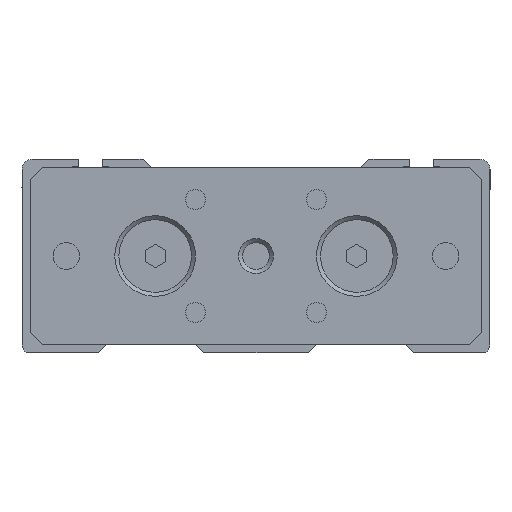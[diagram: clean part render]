
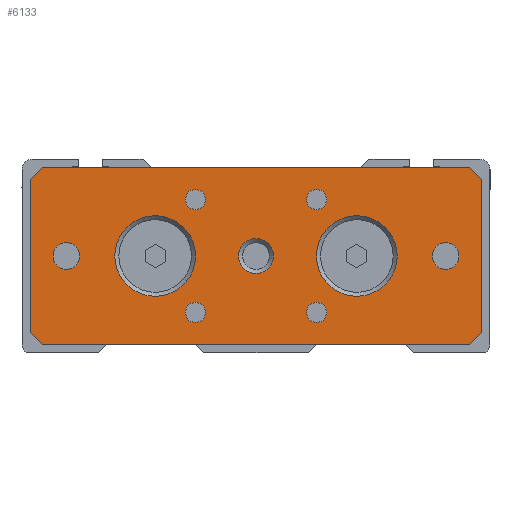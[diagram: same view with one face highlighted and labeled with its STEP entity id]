
A CAD part, left-side view. The second image highlights one B-rep face of the part: STEP entity #6133.
In plain terms, the highlighted planar face has unit normal (-1, 0, 0).
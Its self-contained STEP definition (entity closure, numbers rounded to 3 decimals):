
#5834=CARTESIAN_POINT('',(-8.,-12.5,5.));
#5835=VERTEX_POINT('Vertex259',#5834);
#5836=CARTESIAN_POINT('',(-8.,-12.5,-5.));
#5837=VERTEX_POINT('Vertex305',#5836);
#5838=CARTESIAN_POINT('',(-8.,-12.5,0.));
#5839=DIRECTION('',(1.,0.,0.));
#5840=DIRECTION('',(0.,0.,1.));
#5841=AXIS2_PLACEMENT_3D('',#5838,#5839,#5840);
#5842=CIRCLE('nurbsCrv1253',#5841,5.);
#5843=EDGE_CURVE('Edge454',#5835,#5837,#5842,.T.);
#5845=CARTESIAN_POINT('',(-8.,-12.5,0.));
#5846=DIRECTION('',(1.,0.,0.));
#5847=DIRECTION('',(0.,0.,-1.));
#5848=AXIS2_PLACEMENT_3D('',#5845,#5846,#5847);
#5849=CIRCLE('nurbsCrv1254',#5848,5.);
#5850=EDGE_CURVE('Edge455',#5837,#5835,#5849,.T.);
#5890=CARTESIAN_POINT('',(-8.,0.,2.15));
#5891=VERTEX_POINT('Vertex261',#5890);
#5892=CARTESIAN_POINT('',(-8.,0.,-2.15));
#5893=VERTEX_POINT('Vertex307',#5892);
#5894=CARTESIAN_POINT('',(-8.,0.,0.));
#5895=DIRECTION('',(1.,0.,0.));
#5896=DIRECTION('',(0.,0.,1.));
#5897=AXIS2_PLACEMENT_3D('',#5894,#5895,#5896);
#5898=CIRCLE('nurbsCrv1269',#5897,2.15);
#5899=EDGE_CURVE('Edge459',#5891,#5893,#5898,.T.);
#5901=CARTESIAN_POINT('',(-8.,0.,0.));
#5902=DIRECTION('',(1.,0.,0.));
#5903=DIRECTION('',(0.,0.,-1.));
#5904=AXIS2_PLACEMENT_3D('',#5901,#5902,#5903);
#5905=CIRCLE('nurbsCrv1270',#5904,2.15);
#5906=EDGE_CURVE('Edge460',#5893,#5891,#5905,.T.);
#5954=CARTESIAN_POINT('',(-8.,12.5,5.));
#5955=VERTEX_POINT('Vertex263',#5954);
#5956=CARTESIAN_POINT('',(-8.,12.5,-5.));
#5957=VERTEX_POINT('Vertex309',#5956);
#5958=CARTESIAN_POINT('',(-8.,12.5,0.));
#5959=DIRECTION('',(1.,0.,0.));
#5960=DIRECTION('',(0.,0.,1.));
#5961=AXIS2_PLACEMENT_3D('',#5958,#5959,#5960);
#5962=CIRCLE('nurbsCrv1291',#5961,5.);
#5963=EDGE_CURVE('Edge464',#5955,#5957,#5962,.T.);
#5965=CARTESIAN_POINT('',(-8.,12.5,0.));
#5966=DIRECTION('',(1.,0.,0.));
#5967=DIRECTION('',(0.,0.,-1.));
#5968=AXIS2_PLACEMENT_3D('',#5965,#5966,#5967);
#5969=CIRCLE('nurbsCrv1292',#5968,5.);
#5970=EDGE_CURVE('Edge465',#5957,#5955,#5969,.T.);
#5984=CARTESIAN_POINT('',(-8.,-26.5,-11.));
#5985=VERTEX_POINT('Vertex265',#5984);
#5986=CARTESIAN_POINT('',(-8.,-28.,-9.5));
#5987=VERTEX_POINT('Vertex264',#5986);
#5988=CARTESIAN_POINT('',(-8.,-27.25,-10.25));
#5989=DIRECTION('',(0.,-0.707,0.707));
#5990=VECTOR('',#5989,1.);
#5991=LINE('nurbsCrv368',#5988,#5990);
#5992=EDGE_CURVE('Edge368',#5985,#5987,#5991,.T.);
#5993=ORIENTED_EDGE('Edgeuse732',*,*,#5992,.T.);
#5994=CARTESIAN_POINT('',(-8.,-28.,9.5));
#5995=VERTEX_POINT('Vertex266',#5994);
#5996=CARTESIAN_POINT('',(-8.,-28.,0.));
#5997=DIRECTION('',(0.,0.,1.));
#5998=VECTOR('',#5997,1.);
#5999=LINE('nurbsCrv369',#5996,#5998);
#6000=EDGE_CURVE('Edge369',#5987,#5995,#5999,.T.);
#6001=ORIENTED_EDGE('Edgeuse733',*,*,#6000,.T.);
#6002=CARTESIAN_POINT('',(-8.,-26.5,11.));
#6003=VERTEX_POINT('Vertex267',#6002);
#6004=CARTESIAN_POINT('',(-8.,-27.25,10.25));
#6005=DIRECTION('',(0.,0.707,0.707));
#6006=VECTOR('',#6005,1.);
#6007=LINE('nurbsCrv370',#6004,#6006);
#6008=EDGE_CURVE('Edge370',#5995,#6003,#6007,.T.);
#6009=ORIENTED_EDGE('Edgeuse734',*,*,#6008,.T.);
#6010=CARTESIAN_POINT('',(-8.,26.5,11.));
#6011=VERTEX_POINT('Vertex268',#6010);
#6012=CARTESIAN_POINT('',(-8.,0.,11.));
#6013=DIRECTION('',(0.,1.,0.));
#6014=VECTOR('',#6013,1.);
#6015=LINE('nurbsCrv371',#6012,#6014);
#6016=EDGE_CURVE('Edge371',#6003,#6011,#6015,.T.);
#6017=ORIENTED_EDGE('Edgeuse735',*,*,#6016,.T.);
#6018=CARTESIAN_POINT('',(-8.,28.,9.5));
#6019=VERTEX_POINT('Vertex269',#6018);
#6020=CARTESIAN_POINT('',(-8.,27.25,10.25));
#6021=DIRECTION('',(0.,0.707,-0.707));
#6022=VECTOR('',#6021,1.);
#6023=LINE('nurbsCrv372',#6020,#6022);
#6024=EDGE_CURVE('Edge372',#6011,#6019,#6023,.T.);
#6025=ORIENTED_EDGE('Edgeuse736',*,*,#6024,.T.);
#6026=CARTESIAN_POINT('',(-8.,28.,-9.5));
#6027=VERTEX_POINT('Vertex270',#6026);
#6028=CARTESIAN_POINT('',(-8.,28.,0.));
#6029=DIRECTION('',(0.,0.,-1.));
#6030=VECTOR('',#6029,1.);
#6031=LINE('nurbsCrv373',#6028,#6030);
#6032=EDGE_CURVE('Edge373',#6019,#6027,#6031,.T.);
#6033=ORIENTED_EDGE('Edgeuse737',*,*,#6032,.T.);
#6034=CARTESIAN_POINT('',(-8.,26.5,-11.));
#6035=VERTEX_POINT('Vertex271',#6034);
#6036=CARTESIAN_POINT('',(-8.,27.25,-10.25));
#6037=DIRECTION('',(0.,-0.707,-0.707));
#6038=VECTOR('',#6037,1.);
#6039=LINE('nurbsCrv374',#6036,#6038);
#6040=EDGE_CURVE('Edge374',#6027,#6035,#6039,.T.);
#6041=ORIENTED_EDGE('Edgeuse738',*,*,#6040,.T.);
#6042=CARTESIAN_POINT('',(-8.,0.,-11.));
#6043=DIRECTION('',(0.,-1.,0.));
#6044=VECTOR('',#6043,1.);
#6045=LINE('nurbsCrv375',#6042,#6044);
#6046=EDGE_CURVE('Edge375',#6035,#5985,#6045,.T.);
#6047=ORIENTED_EDGE('Edgeuse739',*,*,#6046,.T.);
#6048=EDGE_LOOP('',(#5993,#6001,#6009,#6017,#6025,#6033,#6041,#6047));
#6049=FACE_OUTER_BOUND('',#6048,.T.);
#6050=CARTESIAN_POINT('',(-8.,7.5,8.25));
#6051=VERTEX_POINT('Vertex272',#6050);
#6052=CARTESIAN_POINT('',(-8.,7.5,7.));
#6053=DIRECTION('',(-1.,0.,0.));
#6054=DIRECTION('',(0.,0.,1.));
#6055=AXIS2_PLACEMENT_3D('',#6052,#6053,#6054);
#6056=CIRCLE('nurbsCrv376',#6055,1.25);
#6057=EDGE_CURVE('Edge376',#6051,#6051,#6056,.T.);
#6058=ORIENTED_EDGE('Edgeuse740',*,*,#6057,.F.);
#6059=EDGE_LOOP('',(#6058));
#6060=FACE_BOUND('',#6059,.T.);
#6061=CARTESIAN_POINT('',(-8.,23.5,1.65));
#6062=VERTEX_POINT('Vertex273',#6061);
#6063=CARTESIAN_POINT('',(-8.,23.5,0.));
#6064=DIRECTION('',(-1.,0.,0.));
#6065=DIRECTION('',(0.,0.,1.));
#6066=AXIS2_PLACEMENT_3D('',#6063,#6064,#6065);
#6067=CIRCLE('nurbsCrv377',#6066,1.65);
#6068=EDGE_CURVE('Edge377',#6062,#6062,#6067,.T.);
#6069=ORIENTED_EDGE('Edgeuse741',*,*,#6068,.F.);
#6070=EDGE_LOOP('',(#6069));
#6071=FACE_BOUND('',#6070,.T.);
#6072=CARTESIAN_POINT('',(-8.,7.5,-5.75));
#6073=VERTEX_POINT('Vertex274',#6072);
#6074=CARTESIAN_POINT('',(-8.,7.5,-7.));
#6075=DIRECTION('',(-1.,0.,0.));
#6076=DIRECTION('',(0.,0.,1.));
#6077=AXIS2_PLACEMENT_3D('',#6074,#6075,#6076);
#6078=CIRCLE('nurbsCrv378',#6077,1.25);
#6079=EDGE_CURVE('Edge378',#6073,#6073,#6078,.T.);
#6080=ORIENTED_EDGE('Edgeuse742',*,*,#6079,.F.);
#6081=EDGE_LOOP('',(#6080));
#6082=FACE_BOUND('',#6081,.T.);
#6083=CARTESIAN_POINT('',(-8.,-7.5,-5.75));
#6084=VERTEX_POINT('Vertex275',#6083);
#6085=CARTESIAN_POINT('',(-8.,-7.5,-7.));
#6086=DIRECTION('',(-1.,0.,0.));
#6087=DIRECTION('',(0.,0.,1.));
#6088=AXIS2_PLACEMENT_3D('',#6085,#6086,#6087);
#6089=CIRCLE('nurbsCrv379',#6088,1.25);
#6090=EDGE_CURVE('Edge379',#6084,#6084,#6089,.T.);
#6091=ORIENTED_EDGE('Edgeuse743',*,*,#6090,.F.);
#6092=EDGE_LOOP('',(#6091));
#6093=FACE_BOUND('',#6092,.T.);
#6094=CARTESIAN_POINT('',(-8.,-7.5,8.25));
#6095=VERTEX_POINT('Vertex276',#6094);
#6096=CARTESIAN_POINT('',(-8.,-7.5,7.));
#6097=DIRECTION('',(-1.,0.,0.));
#6098=DIRECTION('',(0.,0.,1.));
#6099=AXIS2_PLACEMENT_3D('',#6096,#6097,#6098);
#6100=CIRCLE('nurbsCrv380',#6099,1.25);
#6101=EDGE_CURVE('Edge380',#6095,#6095,#6100,.T.);
#6102=ORIENTED_EDGE('Edgeuse744',*,*,#6101,.F.);
#6103=EDGE_LOOP('',(#6102));
#6104=FACE_BOUND('',#6103,.T.);
#6105=CARTESIAN_POINT('',(-8.,-23.5,1.65));
#6106=VERTEX_POINT('Vertex277',#6105);
#6107=CARTESIAN_POINT('',(-8.,-23.5,0.));
#6108=DIRECTION('',(-1.,0.,0.));
#6109=DIRECTION('',(0.,0.,1.));
#6110=AXIS2_PLACEMENT_3D('',#6107,#6108,#6109);
#6111=CIRCLE('nurbsCrv381',#6110,1.65);
#6112=EDGE_CURVE('Edge381',#6106,#6106,#6111,.T.);
#6113=ORIENTED_EDGE('Edgeuse745',*,*,#6112,.F.);
#6114=EDGE_LOOP('',(#6113));
#6115=FACE_BOUND('',#6114,.T.);
#6116=ORIENTED_EDGE('Edgeuse928',*,*,#5963,.T.);
#6117=ORIENTED_EDGE('Edgeuse930',*,*,#5970,.T.);
#6118=EDGE_LOOP('',(#6116,#6117));
#6119=FACE_BOUND('',#6118,.T.);
#6120=ORIENTED_EDGE('Edgeuse918',*,*,#5899,.T.);
#6121=ORIENTED_EDGE('Edgeuse920',*,*,#5906,.T.);
#6122=EDGE_LOOP('',(#6120,#6121));
#6123=FACE_BOUND('',#6122,.T.);
#6124=ORIENTED_EDGE('Edgeuse908',*,*,#5843,.T.);
#6125=ORIENTED_EDGE('Edgeuse910',*,*,#5850,.T.);
#6126=EDGE_LOOP('',(#6124,#6125));
#6127=FACE_BOUND('',#6126,.T.);
#6128=CARTESIAN_POINT('',(-8.,0.,0.));
#6129=DIRECTION('',(-1.,0.,0.));
#6130=DIRECTION('',(0.,0.,1.));
#6131=AXIS2_PLACEMENT_3D('',#6128,#6129,#6130);
#6132=PLANE('nurbsSrf163',#6131);
#6133=ADVANCED_FACE('Face163',(#6049,#6060,#6071,#6082,#6093,#6104,#6115,#6119,
#6123,#6127),#6132,.T.);
